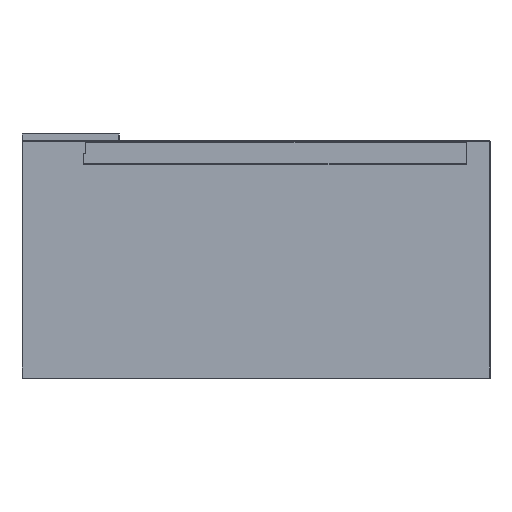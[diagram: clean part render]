
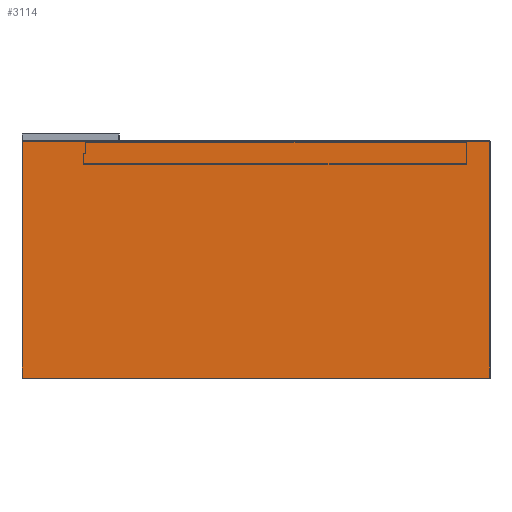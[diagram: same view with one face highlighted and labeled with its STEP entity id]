
A CAD part, left-side view. The second image highlights one B-rep face of the part: STEP entity #3114.
In plain terms, the highlighted planar face has unit normal (-1, 0, 0).
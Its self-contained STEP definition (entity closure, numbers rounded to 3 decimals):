
#157 = CARTESIAN_POINT ( 'NONE',  ( -990., 1300., -659. ) ) ;
#173 = CARTESIAN_POINT ( 'NONE',  ( -990., 1300., -1. ) ) ;
#215 = ORIENTED_EDGE ( 'NONE', *, *, #6572, .T. ) ;
#227 = ORIENTED_EDGE ( 'NONE', *, *, #2155, .T. ) ;
#757 = LINE ( 'NONE', #9753, #5773 ) ;
#2155 = EDGE_CURVE ( 'NONE', #3264, #6105, #757, .T. ) ;
#2634 = FACE_OUTER_BOUND ( 'NONE', #5834, .T. ) ;
#3058 = DIRECTION ( 'NONE',  ( 0., 0., 1. ) ) ;
#3114 = ADVANCED_FACE ( 'Fl�che5', ( #2634 ), #6015, .F. ) ;
#3264 = VERTEX_POINT ( 'NONE', #3904 ) ;
#3409 = DIRECTION ( 'NONE',  ( 1., 0., 0. ) ) ;
#3617 = VERTEX_POINT ( 'NONE', #9240 ) ;
#3904 = CARTESIAN_POINT ( 'NONE',  ( -990., 1299., -1. ) ) ;
#4340 = LINE ( 'NONE', #173, #4711 ) ;
#4501 = EDGE_CURVE ( 'NONE', #6105, #4689, #7657, .T. ) ;
#4689 = VERTEX_POINT ( 'NONE', #10816 ) ;
#4711 = VECTOR ( 'NONE', #10625, 1000. ) ;
#5418 = EDGE_CURVE ( 'NONE', #4689, #3617, #5769, .T. ) ;
#5769 = LINE ( 'NONE', #6431, #6445 ) ;
#5773 = VECTOR ( 'NONE', #9803, 1000. ) ;
#5834 = EDGE_LOOP ( 'NONE', ( #9667, #215, #227, #8099 ) ) ;
#5954 = CARTESIAN_POINT ( 'NONE',  ( -990., 1300., -100. ) ) ;
#6015 = PLANE ( 'NONE',  #7570 ) ;
#6105 = VERTEX_POINT ( 'NONE', #6868 ) ;
#6431 = CARTESIAN_POINT ( 'NONE',  ( -990., 1., 0. ) ) ;
#6445 = VECTOR ( 'NONE', #3058, 1000. ) ;
#6572 = EDGE_CURVE ( 'NONE', #3617, #3264, #4340, .T. ) ;
#6868 = CARTESIAN_POINT ( 'NONE',  ( -990., 1299., -659. ) ) ;
#7570 = AXIS2_PLACEMENT_3D ( 'NONE', #5954, #3409, #8607 ) ;
#7623 = VECTOR ( 'NONE', #10186, 1000. ) ;
#7657 = LINE ( 'NONE', #157, #7623 ) ;
#8099 = ORIENTED_EDGE ( 'NONE', *, *, #4501, .T. ) ;
#8607 = DIRECTION ( 'NONE',  ( 0., 0., -1. ) ) ;
#9240 = CARTESIAN_POINT ( 'NONE',  ( -990., 1., -1. ) ) ;
#9667 = ORIENTED_EDGE ( 'NONE', *, *, #5418, .T. ) ;
#9753 = CARTESIAN_POINT ( 'NONE',  ( -990., 1299., -100. ) ) ;
#9803 = DIRECTION ( 'NONE',  ( 0., 0., -1. ) ) ;
#10186 = DIRECTION ( 'NONE',  ( 0., -1., 0. ) ) ;
#10625 = DIRECTION ( 'NONE',  ( 0., 1., 0. ) ) ;
#10816 = CARTESIAN_POINT ( 'NONE',  ( -990., 1., -659. ) ) ;
